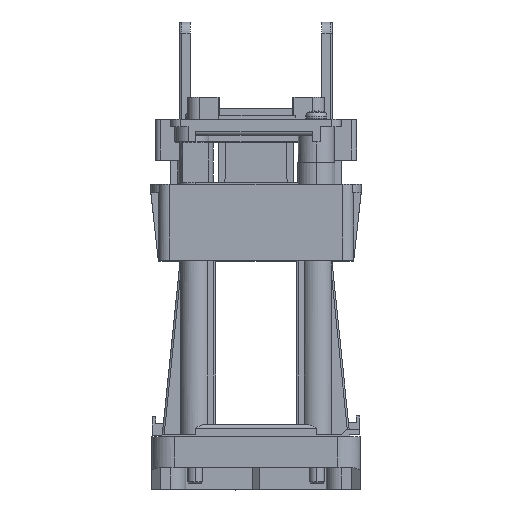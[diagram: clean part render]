
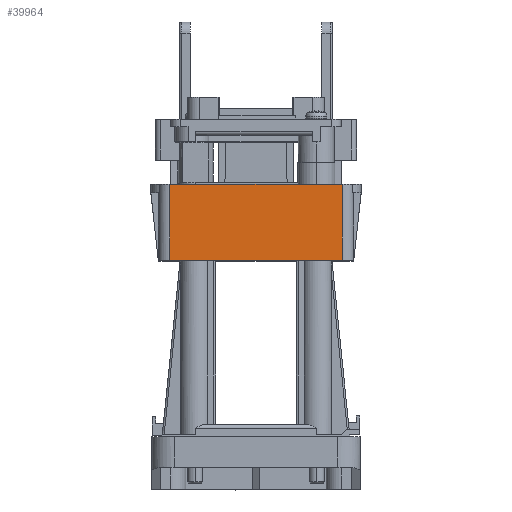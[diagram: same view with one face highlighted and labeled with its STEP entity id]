
A CAD part, top view. The second image highlights one B-rep face of the part: STEP entity #39964.
In plain terms, the highlighted planar face has unit normal (0, 0, 1).
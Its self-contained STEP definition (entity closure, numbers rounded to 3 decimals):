
#892=DIRECTION('',(1.,0.,0.));
#893=VECTOR('',#892,45.5);
#894=CARTESIAN_POINT('',(-22.75,-35.2,8.9));
#895=LINE('',#894,#893);
#2977=DIRECTION('',(-1.,0.,0.));
#2978=VECTOR('',#2977,45.5);
#2979=CARTESIAN_POINT('',(22.75,-15.2,8.9));
#2980=LINE('',#2979,#2978);
#3061=DIRECTION('',(0.,1.,0.));
#3062=VECTOR('',#3061,20.);
#3063=CARTESIAN_POINT('',(22.75,-35.2,8.9));
#3064=LINE('',#3063,#3062);
#3065=DIRECTION('',(0.,-1.,0.));
#3066=VECTOR('',#3065,20.);
#3067=CARTESIAN_POINT('',(-22.75,-15.2,8.9));
#3068=LINE('',#3067,#3066);
#33444=CARTESIAN_POINT('',(22.75,-35.2,8.9));
#33445=VERTEX_POINT('',#33444);
#33446=CARTESIAN_POINT('',(22.75,-15.2,8.9));
#33447=VERTEX_POINT('',#33446);
#33448=CARTESIAN_POINT('',(-22.75,-35.2,8.9));
#33450=VERTEX_POINT('',#33448);
#33454=CARTESIAN_POINT('',(-22.75,-15.2,8.9));
#33455=VERTEX_POINT('',#33454);
#39952=CARTESIAN_POINT('',(-25.75,-35.2,8.9));
#39953=DIRECTION('',(0.,0.,1.));
#39954=DIRECTION('',(1.,0.,0.));
#39955=AXIS2_PLACEMENT_3D('',#39952,#39953,#39954);
#39956=PLANE('',#39955);
#39957=ORIENTED_EDGE('',*,*,#39946,.F.);
#39958=ORIENTED_EDGE('',*,*,#37093,.F.);
#39960=ORIENTED_EDGE('',*,*,#39959,.F.);
#39961=ORIENTED_EDGE('',*,*,#39824,.F.);
#39962=EDGE_LOOP('',(#39957,#39958,#39960,#39961));
#39963=FACE_OUTER_BOUND('',#39962,.F.);
#39964=ADVANCED_FACE('',(#39963),#39956,.T.);
#37093=EDGE_CURVE('',#33450,#33445,#895,.T.);
#39824=EDGE_CURVE('',#33447,#33455,#2980,.T.);
#39946=EDGE_CURVE('',#33445,#33447,#3064,.T.);
#39959=EDGE_CURVE('',#33455,#33450,#3068,.T.);
